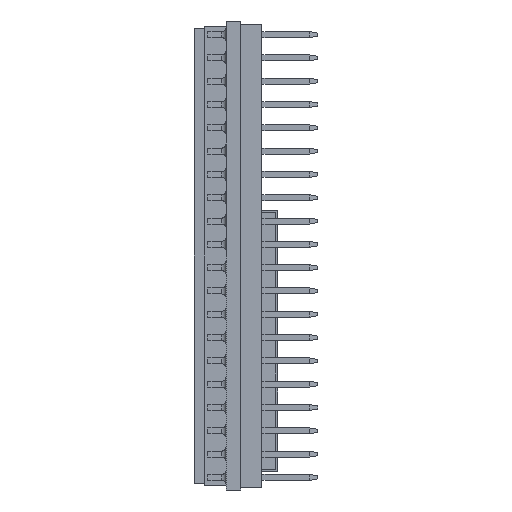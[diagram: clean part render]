
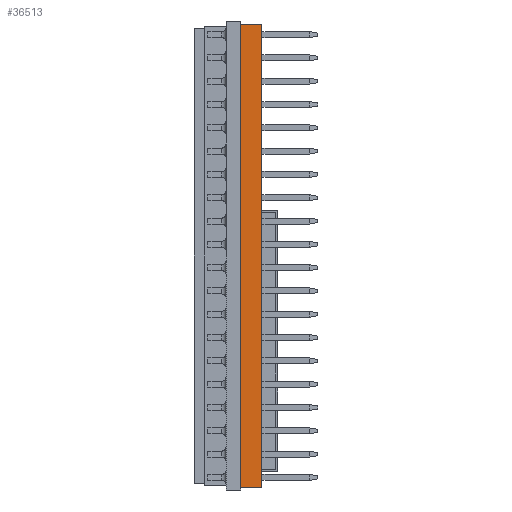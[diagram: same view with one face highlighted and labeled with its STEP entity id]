
A CAD part, left-side view. The second image highlights one B-rep face of the part: STEP entity #36513.
In plain terms, the highlighted planar face has unit normal (-1, 0, 0).
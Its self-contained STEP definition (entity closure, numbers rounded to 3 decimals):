
#6520 = PLANE ( 'NONE',  #24629 ) ;
#8838 = LINE ( 'NONE', #9192, #23066 ) ;
#9192 = CARTESIAN_POINT ( 'NONE',  ( 0.1, -2.3, 25.25 ) ) ;
#10044 = ORIENTED_EDGE ( 'NONE', *, *, #41894, .F. ) ;
#10086 = DIRECTION ( 'NONE',  ( 1., 0., 0. ) ) ;
#10280 = EDGE_CURVE ( 'NONE', #33005, #26724, #42945, .T. ) ;
#10756 = CARTESIAN_POINT ( 'NONE',  ( 0.1, 0., -25.25 ) ) ;
#13489 = EDGE_CURVE ( 'NONE', #28224, #26724, #40191, .T. ) ;
#13753 = ORIENTED_EDGE ( 'NONE', *, *, #13489, .T. ) ;
#15520 = CARTESIAN_POINT ( 'NONE',  ( 0.1, -2.3, -25.25 ) ) ;
#16990 = LINE ( 'NONE', #15520, #21238 ) ;
#17000 = DIRECTION ( 'NONE',  ( 0., 1., 0. ) ) ;
#17218 = EDGE_LOOP ( 'NONE', ( #13753, #18352, #10044, #41019 ) ) ;
#18352 = ORIENTED_EDGE ( 'NONE', *, *, #10280, .F. ) ;
#19185 = DIRECTION ( 'NONE',  ( 0., 0., -1. ) ) ;
#21238 = VECTOR ( 'NONE', #19185, 1000. ) ;
#21753 = CARTESIAN_POINT ( 'NONE',  ( 0.1, -2.3, -25.25 ) ) ;
#23066 = VECTOR ( 'NONE', #36068, 1000. ) ;
#23213 = VERTEX_POINT ( 'NONE', #42224 ) ;
#23654 = CARTESIAN_POINT ( 'NONE',  ( 0.1, -2.3, -25.25 ) ) ;
#24629 = AXIS2_PLACEMENT_3D ( 'NONE', #23654, #10086, #30148 ) ;
#26724 = VERTEX_POINT ( 'NONE', #10756 ) ;
#27667 = EDGE_CURVE ( 'NONE', #23213, #28224, #8838, .T. ) ;
#28224 = VERTEX_POINT ( 'NONE', #42180 ) ;
#28634 = CARTESIAN_POINT ( 'NONE',  ( 0.1, 0., -25.25 ) ) ;
#30148 = DIRECTION ( 'NONE',  ( 0., 0., -1. ) ) ;
#32918 = VECTOR ( 'NONE', #17000, 1000. ) ;
#33005 = VERTEX_POINT ( 'NONE', #21753 ) ;
#36068 = DIRECTION ( 'NONE',  ( 0., 1., 0. ) ) ;
#36513 = ADVANCED_FACE ( 'NONE', ( #39383 ), #6520, .F. ) ;
#37352 = CARTESIAN_POINT ( 'NONE',  ( 0.1, -2.3, -25.25 ) ) ;
#39383 = FACE_OUTER_BOUND ( 'NONE', #17218, .T. ) ;
#40191 = LINE ( 'NONE', #28634, #40679 ) ;
#40679 = VECTOR ( 'NONE', #41607, 1000. ) ;
#41019 = ORIENTED_EDGE ( 'NONE', *, *, #27667, .T. ) ;
#41607 = DIRECTION ( 'NONE',  ( 0., 0., -1. ) ) ;
#41894 = EDGE_CURVE ( 'NONE', #23213, #33005, #16990, .T. ) ;
#42180 = CARTESIAN_POINT ( 'NONE',  ( 0.1, 0., 25.25 ) ) ;
#42224 = CARTESIAN_POINT ( 'NONE',  ( 0.1, -2.3, 25.25 ) ) ;
#42945 = LINE ( 'NONE', #37352, #32918 ) ;
